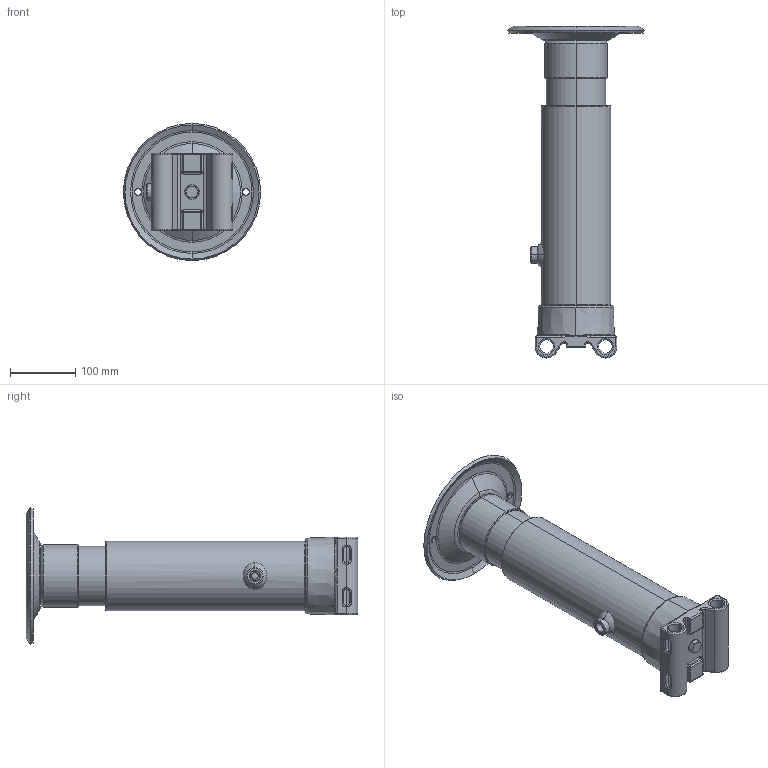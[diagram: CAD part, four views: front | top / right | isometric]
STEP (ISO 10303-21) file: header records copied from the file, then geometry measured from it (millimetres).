
FILE_DESCRIPTION (( 'STEP AP203' ), '1' );
FILE_NAME ('100.BGSV50.STEP', '2012-12-05T09:04:32', ( 'utilisateur' ), ( '' ), 'SwSTEP 2.0', 'SolidWorks 2007', '' );
FILE_SCHEMA (( 'CONFIG_CONTROL_DESIGN' ));
Length unit declared in the file: millimetre
Products named in the file (1): 100.BGSV50
Bounding box: 210 x 507.5 x 210 mm (x, y, z)
Surface area: 376816.2 mm2 (no closed solid volume)
Topology: 0 solids, 13 shells, 314 faces, 802 edges, 468 vertices
Faces by surface type: cylinder 116, torus 58, plane 56, bspline 38, cone 34, sphere 12
Entity records: 12619 total; most frequent: CARTESIAN_POINT 5221, DIRECTION 1624, ORIENTED_EDGE 1454, EDGE_CURVE 790, AXIS2_PLACEMENT_3D 687, VERTEX_POINT 468, CIRCLE 410, EDGE_LOOP 335
